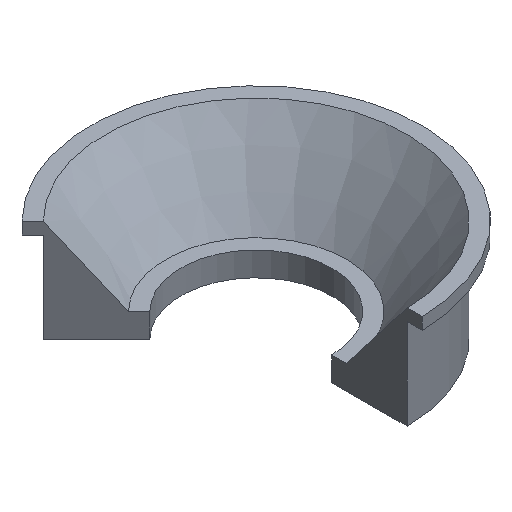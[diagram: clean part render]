
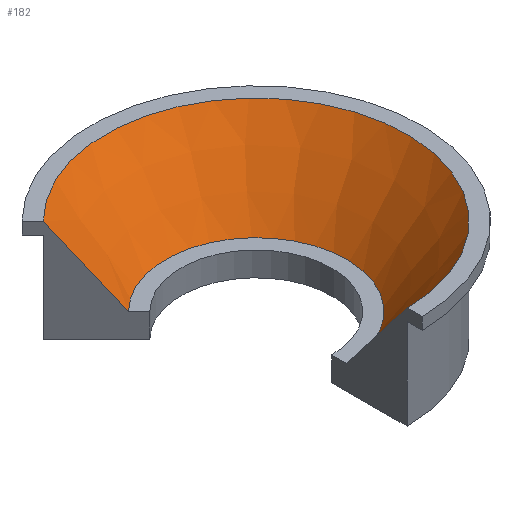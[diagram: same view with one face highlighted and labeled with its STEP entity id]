
A CAD part, isometric view. The second image highlights one B-rep face of the part: STEP entity #182.
In plain terms, the highlighted conical face has half-angle 37.569 degrees and reference radius 3 mm.
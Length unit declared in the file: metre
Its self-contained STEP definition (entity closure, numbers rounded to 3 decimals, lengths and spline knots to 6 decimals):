
#15=CONICAL_SURFACE('',#214,0.003,0.656);
#19=CIRCLE('',#204,0.005);
#23=CIRCLE('',#213,0.003);
#36=FACE_OUTER_BOUND('',#46,.T.);
#46=EDGE_LOOP('',(#163,#164,#165,#166));
#53=LINE('',#285,#69);
#57=LINE('',#294,#73);
#69=VECTOR('',#225,0.01);
#73=VECTOR('',#231,0.01);
#85=VERTEX_POINT('',#282);
#86=VERTEX_POINT('',#284);
#89=VERTEX_POINT('',#291);
#90=VERTEX_POINT('',#293);
#101=EDGE_CURVE('',#86,#85,#53,.T.);
#105=EDGE_CURVE('',#90,#89,#57,.T.);
#114=EDGE_CURVE('',#90,#85,#19,.F.);
#118=EDGE_CURVE('',#86,#89,#23,.T.);
#163=ORIENTED_EDGE('',*,*,#101,.T.);
#164=ORIENTED_EDGE('',*,*,#114,.F.);
#165=ORIENTED_EDGE('',*,*,#105,.T.);
#166=ORIENTED_EDGE('',*,*,#118,.F.);
#182=ADVANCED_FACE('',(#36),#15,.F.);
#204=AXIS2_PLACEMENT_3D('',#309,#247,#248);
#213=AXIS2_PLACEMENT_3D('',#318,#265,#266);
#214=AXIS2_PLACEMENT_3D('',#319,#267,#268);
#225=DIRECTION('',(0.,-0.61,0.793));
#231=DIRECTION('',(0.431,-0.431,-0.793));
#247=DIRECTION('center_axis',(0.,0.,1.));
#248=DIRECTION('ref_axis',(0.,-1.,0.));
#265=DIRECTION('center_axis',(0.,0.,1.));
#266=DIRECTION('ref_axis',(0.,-1.,0.));
#267=DIRECTION('center_axis',(0.,0.,1.));
#268=DIRECTION('ref_axis',(0.924,0.384,0.));
#282=CARTESIAN_POINT('',(0.002505,-0.002505,0.0034));
#284=CARTESIAN_POINT('',(0.002505,-0.000505,0.0008));
#285=CARTESIAN_POINT('',(0.002505,-0.001505,0.0021));
#291=CARTESIAN_POINT('',(0.000377,0.004615,0.0008));
#293=CARTESIAN_POINT('',(-0.001037,0.006029,0.0034));
#294=CARTESIAN_POINT('',(-0.00033,0.005322,0.0021));
#309=CARTESIAN_POINT('Origin',(0.002501,0.002495,
0.0034));
#318=CARTESIAN_POINT('Origin',(0.002501,0.002495,
0.0008));
#319=CARTESIAN_POINT('Origin',(0.002501,0.002495,
0.0008));
